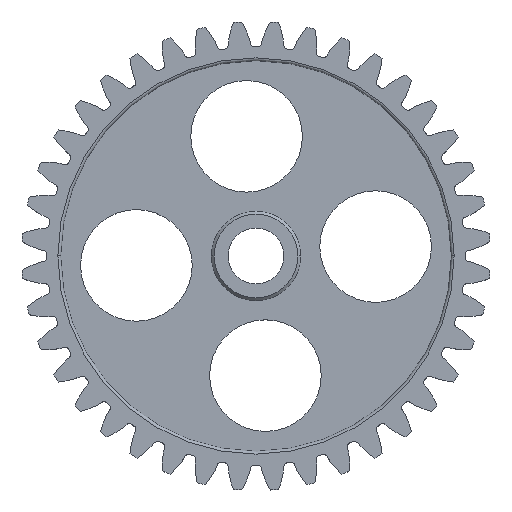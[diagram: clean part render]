
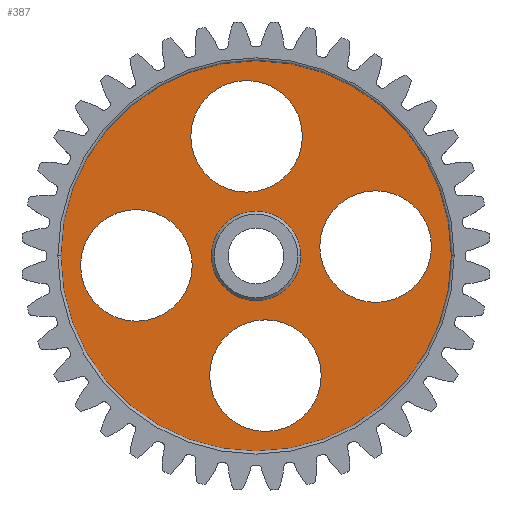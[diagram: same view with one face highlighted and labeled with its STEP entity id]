
A CAD part, top view. The second image highlights one B-rep face of the part: STEP entity #387.
In plain terms, the highlighted planar face has unit normal (0, 0, 1).
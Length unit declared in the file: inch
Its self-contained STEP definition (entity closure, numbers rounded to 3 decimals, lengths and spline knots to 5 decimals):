
#9 = DIRECTION ( 'NONE',  ( -1., 0., 0. ) ) ;
#73 = AXIS2_PLACEMENT_3D ( 'NONE', #5417, #12157, #14710 ) ;
#166 = CARTESIAN_POINT ( 'NONE',  ( 0.13282, -1.68769, 0.03937 ) ) ;
#296 = AXIS2_PLACEMENT_3D ( 'NONE', #7597, #10254, #15435 ) ;
#323 = EDGE_CURVE ( 'NONE', #7282, #14294, #17083, .T. ) ;
#387 = ADVANCED_FACE ( 'NONE', ( #16253, #2944, #15195, #6063, #3988, #7726 ), #2862, .F. ) ;
#685 = EDGE_CURVE ( 'NONE', #12969, #6137, #5650, .T. ) ;
#874 = ORIENTED_EDGE ( 'NONE', *, *, #323, .T. ) ;
#886 = CARTESIAN_POINT ( 'NONE',  ( 2.75591, 0., 0.03937 ) ) ;
#1070 = CIRCLE ( 'NONE', #11818, 0.7874 ) ;
#1091 = VERTEX_POINT ( 'NONE', #5075 ) ;
#1101 = CARTESIAN_POINT ( 'NONE',  ( 0., 0., 0.03937 ) ) ;
#1127 = AXIS2_PLACEMENT_3D ( 'NONE', #166, #9560, #4344 ) ;
#1268 = CIRCLE ( 'NONE', #9967, 0.7874 ) ;
#1757 = EDGE_CURVE ( 'NONE', #4554, #6512, #1268, .T. ) ;
#1852 = AXIS2_PLACEMENT_3D ( 'NONE', #5304, #6654, #9 ) ;
#1929 = CARTESIAN_POINT ( 'NONE',  ( 0.92023, -1.68769, 0.03937 ) ) ;
#1930 = CARTESIAN_POINT ( 'NONE',  ( -0.65458, -1.68769, 0.03937 ) ) ;
#1983 = ORIENTED_EDGE ( 'NONE', *, *, #6660, .T. ) ;
#2227 = CARTESIAN_POINT ( 'NONE',  ( -0.92023, 1.68769, 0.03937 ) ) ;
#2285 = EDGE_LOOP ( 'NONE', ( #14422, #13872 ) ) ;
#2440 = ORIENTED_EDGE ( 'NONE', *, *, #4442, .T. ) ;
#2494 = ORIENTED_EDGE ( 'NONE', *, *, #685, .T. ) ;
#2862 = PLANE ( 'NONE',  #1852 ) ;
#2907 = VERTEX_POINT ( 'NONE', #16085 ) ;
#2944 = FACE_BOUND ( 'NONE', #2285, .T. ) ;
#2949 = DIRECTION ( 'NONE',  ( 1., 0., 0. ) ) ;
#3103 = DIRECTION ( 'NONE',  ( 0., 0., -1. ) ) ;
#3415 = DIRECTION ( 'NONE',  ( 0., 0., -1. ) ) ;
#3715 = DIRECTION ( 'NONE',  ( -1., 0., 0. ) ) ;
#3864 = CIRCLE ( 'NONE', #5811, 2.75591 ) ;
#3988 = FACE_BOUND ( 'NONE', #15212, .T. ) ;
#4075 = DIRECTION ( 'NONE',  ( 0., 0., -1. ) ) ;
#4228 = ORIENTED_EDGE ( 'NONE', *, *, #14325, .T. ) ;
#4271 = AXIS2_PLACEMENT_3D ( 'NONE', #16119, #12178, #5383 ) ;
#4275 = ORIENTED_EDGE ( 'NONE', *, *, #15459, .T. ) ;
#4344 = DIRECTION ( 'NONE',  ( -1., 0., 0. ) ) ;
#4418 = EDGE_CURVE ( 'NONE', #6512, #4554, #1070, .T. ) ;
#4442 = EDGE_CURVE ( 'NONE', #13374, #10003, #14377, .T. ) ;
#4554 = VERTEX_POINT ( 'NONE', #7105 ) ;
#4778 = CARTESIAN_POINT ( 'NONE',  ( 0.90029, 0.13282, 0.03937 ) ) ;
#4940 = ORIENTED_EDGE ( 'NONE', *, *, #12832, .T. ) ;
#5059 = DIRECTION ( 'NONE',  ( 0., 0., -1. ) ) ;
#5075 = CARTESIAN_POINT ( 'NONE',  ( -0.90029, -0.13282, 0.03937 ) ) ;
#5230 = CARTESIAN_POINT ( 'NONE',  ( -2.4751, -0.13282, 0.03937 ) ) ;
#5246 = AXIS2_PLACEMENT_3D ( 'NONE', #12908, #3415, #15445 ) ;
#5304 = CARTESIAN_POINT ( 'NONE',  ( 0., 0., 0.03937 ) ) ;
#5383 = DIRECTION ( 'NONE',  ( -1., 0., 0. ) ) ;
#5417 = CARTESIAN_POINT ( 'NONE',  ( 0., 0., 0.03937 ) ) ;
#5446 = EDGE_CURVE ( 'NONE', #6137, #12969, #13736, .T. ) ;
#5576 = CARTESIAN_POINT ( 'NONE',  ( -0.13282, 1.68769, 0.03937 ) ) ;
#5622 = CARTESIAN_POINT ( 'NONE',  ( 0., 0., 0.03937 ) ) ;
#5650 = CIRCLE ( 'NONE', #296, 0.7874 ) ;
#5743 = EDGE_LOOP ( 'NONE', ( #4275, #13034 ) ) ;
#5811 = AXIS2_PLACEMENT_3D ( 'NONE', #1101, #16020, #2949 ) ;
#6063 = FACE_BOUND ( 'NONE', #5743, .T. ) ;
#6137 = VERTEX_POINT ( 'NONE', #11666 ) ;
#6512 = VERTEX_POINT ( 'NONE', #2227 ) ;
#6584 = AXIS2_PLACEMENT_3D ( 'NONE', #14367, #5059, #3715 ) ;
#6654 = DIRECTION ( 'NONE',  ( 0., 0., -1. ) ) ;
#6660 = EDGE_CURVE ( 'NONE', #10003, #13374, #8695, .T. ) ;
#6753 = VERTEX_POINT ( 'NONE', #8081 ) ;
#6928 = DIRECTION ( 'NONE',  ( -1., 0., 0. ) ) ;
#7105 = CARTESIAN_POINT ( 'NONE',  ( 0.65458, 1.68769, 0.03937 ) ) ;
#7139 = DIRECTION ( 'NONE',  ( 0., 0., -1. ) ) ;
#7282 = VERTEX_POINT ( 'NONE', #11574 ) ;
#7343 = ORIENTED_EDGE ( 'NONE', *, *, #5446, .T. ) ;
#7382 = CIRCLE ( 'NONE', #11200, 0.62992 ) ;
#7597 = CARTESIAN_POINT ( 'NONE',  ( 1.68769, 0.13282, 0.03937 ) ) ;
#7726 = FACE_OUTER_BOUND ( 'NONE', #9658, .T. ) ;
#8081 = CARTESIAN_POINT ( 'NONE',  ( -0.62992, 0., 0.03937 ) ) ;
#8695 = CIRCLE ( 'NONE', #11379, 0.7874 ) ;
#9560 = DIRECTION ( 'NONE',  ( 0., 0., -1. ) ) ;
#9624 = CIRCLE ( 'NONE', #6584, 0.62992 ) ;
#9658 = EDGE_LOOP ( 'NONE', ( #17143, #874 ) ) ;
#9772 = EDGE_CURVE ( 'NONE', #1091, #10134, #11597, .T. ) ;
#9967 = AXIS2_PLACEMENT_3D ( 'NONE', #15069, #3103, #15123 ) ;
#9997 = AXIS2_PLACEMENT_3D ( 'NONE', #15172, #14016, #10045 ) ;
#10003 = VERTEX_POINT ( 'NONE', #1929 ) ;
#10045 = DIRECTION ( 'NONE',  ( -1., 0., 0. ) ) ;
#10134 = VERTEX_POINT ( 'NONE', #5230 ) ;
#10254 = DIRECTION ( 'NONE',  ( 0., 0., -1. ) ) ;
#10957 = DIRECTION ( 'NONE',  ( -1., 0., 0. ) ) ;
#11200 = AXIS2_PLACEMENT_3D ( 'NONE', #5622, #7139, #10957 ) ;
#11379 = AXIS2_PLACEMENT_3D ( 'NONE', #12164, #4075, #11988 ) ;
#11555 = EDGE_LOOP ( 'NONE', ( #2440, #1983 ) ) ;
#11574 = CARTESIAN_POINT ( 'NONE',  ( -2.75591, 0., 0.03937 ) ) ;
#11597 = CIRCLE ( 'NONE', #4271, 0.7874 ) ;
#11666 = CARTESIAN_POINT ( 'NONE',  ( 2.4751, 0.13282, 0.03937 ) ) ;
#11818 = AXIS2_PLACEMENT_3D ( 'NONE', #5576, #14862, #6928 ) ;
#11988 = DIRECTION ( 'NONE',  ( -1., 0., 0. ) ) ;
#12157 = DIRECTION ( 'NONE',  ( 0., 0., 1. ) ) ;
#12164 = CARTESIAN_POINT ( 'NONE',  ( 0.13282, -1.68769, 0.03937 ) ) ;
#12178 = DIRECTION ( 'NONE',  ( 0., 0., -1. ) ) ;
#12832 = EDGE_CURVE ( 'NONE', #6753, #2907, #7382, .T. ) ;
#12908 = CARTESIAN_POINT ( 'NONE',  ( 1.68769, 0.13282, 0.03937 ) ) ;
#12969 = VERTEX_POINT ( 'NONE', #4778 ) ;
#13034 = ORIENTED_EDGE ( 'NONE', *, *, #9772, .T. ) ;
#13374 = VERTEX_POINT ( 'NONE', #1930 ) ;
#13670 = CIRCLE ( 'NONE', #9997, 0.7874 ) ;
#13736 = CIRCLE ( 'NONE', #5246, 0.7874 ) ;
#13872 = ORIENTED_EDGE ( 'NONE', *, *, #1757, .T. ) ;
#14016 = DIRECTION ( 'NONE',  ( 0., 0., -1. ) ) ;
#14294 = VERTEX_POINT ( 'NONE', #886 ) ;
#14325 = EDGE_CURVE ( 'NONE', #2907, #6753, #9624, .T. ) ;
#14367 = CARTESIAN_POINT ( 'NONE',  ( 0., 0., 0.03937 ) ) ;
#14377 = CIRCLE ( 'NONE', #1127, 0.7874 ) ;
#14422 = ORIENTED_EDGE ( 'NONE', *, *, #4418, .T. ) ;
#14710 = DIRECTION ( 'NONE',  ( 1., 0., 0. ) ) ;
#14862 = DIRECTION ( 'NONE',  ( 0., 0., -1. ) ) ;
#15069 = CARTESIAN_POINT ( 'NONE',  ( -0.13282, 1.68769, 0.03937 ) ) ;
#15123 = DIRECTION ( 'NONE',  ( -1., 0., 0. ) ) ;
#15172 = CARTESIAN_POINT ( 'NONE',  ( -1.68769, -0.13282, 0.03937 ) ) ;
#15195 = FACE_BOUND ( 'NONE', #16695, .T. ) ;
#15212 = EDGE_LOOP ( 'NONE', ( #4940, #4228 ) ) ;
#15435 = DIRECTION ( 'NONE',  ( -1., 0., 0. ) ) ;
#15445 = DIRECTION ( 'NONE',  ( -1., 0., 0. ) ) ;
#15459 = EDGE_CURVE ( 'NONE', #10134, #1091, #13670, .T. ) ;
#16020 = DIRECTION ( 'NONE',  ( 0., 0., 1. ) ) ;
#16085 = CARTESIAN_POINT ( 'NONE',  ( 0.62992, 0., 0.03937 ) ) ;
#16119 = CARTESIAN_POINT ( 'NONE',  ( -1.68769, -0.13282, 0.03937 ) ) ;
#16253 = FACE_BOUND ( 'NONE', #11555, .T. ) ;
#16695 = EDGE_LOOP ( 'NONE', ( #2494, #7343 ) ) ;
#17083 = CIRCLE ( 'NONE', #73, 2.75591 ) ;
#17125 = EDGE_CURVE ( 'NONE', #14294, #7282, #3864, .T. ) ;
#17143 = ORIENTED_EDGE ( 'NONE', *, *, #17125, .T. ) ;
